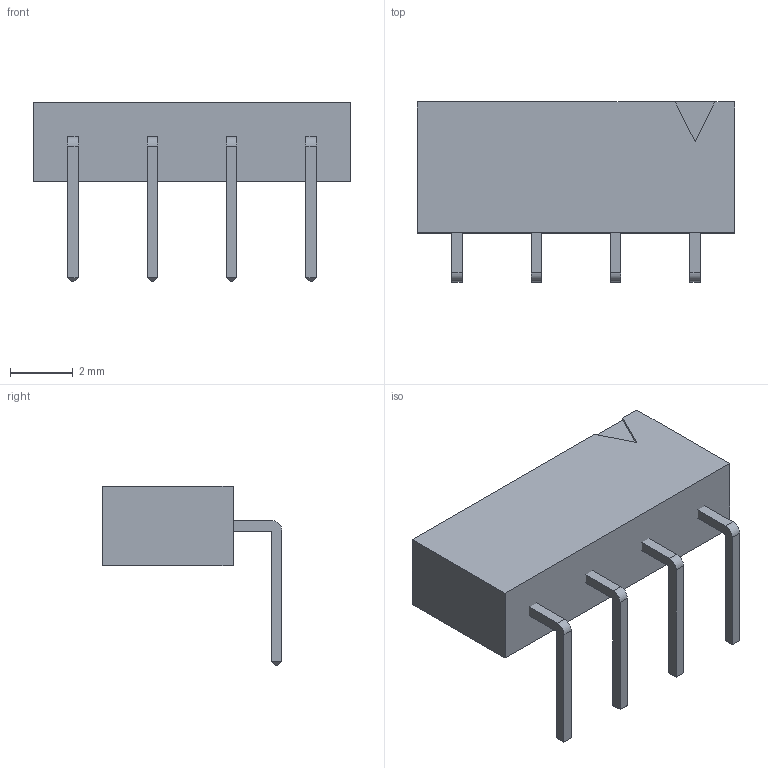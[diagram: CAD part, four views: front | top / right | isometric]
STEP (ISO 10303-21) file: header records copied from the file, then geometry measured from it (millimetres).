
FILE_DESCRIPTION(('FreeCAD Model'),'2;1');
FILE_NAME('1448610.1.1.stp','2021-01-25T13:17:36',( 'Author'),(''),'Open CASCADE STEP processor 6.9','FreeCAD','Unknown' );
FILE_SCHEMA(('AUTOMOTIVE_DESIGN { 1 0 10303 214 1 1 1 1 }'));
Length unit declared in the file: millimetre
Products named in the file (3): ASSEMBLY; LeadsArray; Body
Assembly tree (2 placements, depth 2):
  ASSEMBLY
    LeadsArray
    Body
Bounding box: 10.16 x 5.75 x 5.74 mm (x, y, z)
Volume: 109.4 mm3; surface area: 211 mm2
Topology: 5 solids, 5 shells, 101 faces, 229 edges, 142 vertices
Faces by surface type: plane 93, cylinder 8
Entity records: 5831 total; most frequent: CARTESIAN_POINT 981, DIRECTION 903, LINE 655, VECTOR 655, ORIENTED_EDGE 458, PCURVE 458, DEFINITIONAL_REPRESENTATION 458, EDGE_CURVE 229
